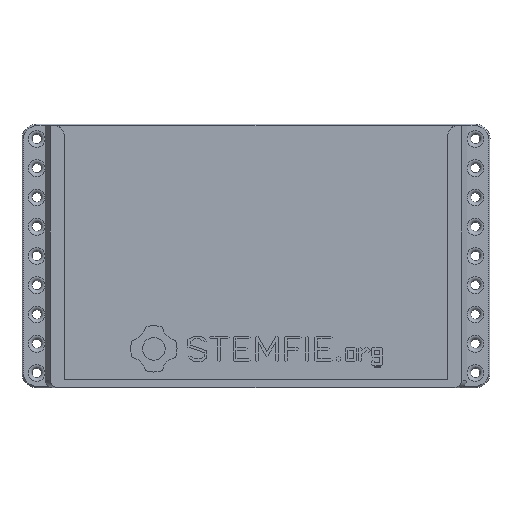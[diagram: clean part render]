
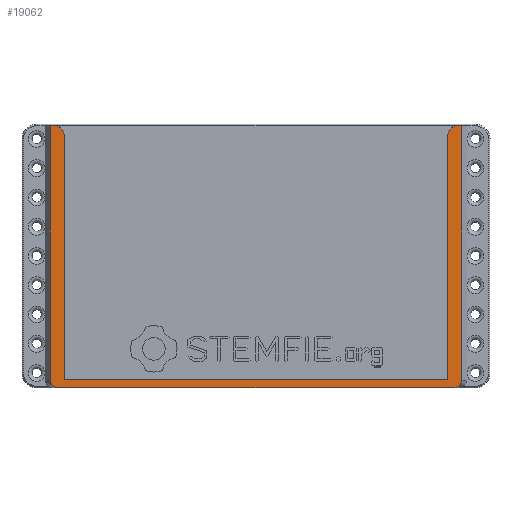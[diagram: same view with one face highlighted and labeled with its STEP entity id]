
A CAD part, front view. The second image highlights one B-rep face of the part: STEP entity #19062.
In plain terms, the highlighted planar face has unit normal (0, -1, 0).
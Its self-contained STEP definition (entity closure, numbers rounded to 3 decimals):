
#21 = EDGE_CURVE('',#22,#24,#26,.T.);
#22 = VERTEX_POINT('',#23);
#23 = CARTESIAN_POINT('',(-44.,-1.563,55.95));
#24 = VERTEX_POINT('',#25);
#25 = CARTESIAN_POINT('',(-43.,-1.563,55.95));
#26 = LINE('',#27,#28);
#27 = CARTESIAN_POINT('',(-44.,-1.563,55.95));
#28 = VECTOR('',#29,1.);
#29 = DIRECTION('',(1.,0.,0.));
#77 = EDGE_CURVE('',#24,#78,#80,.T.);
#78 = VERTEX_POINT('',#79);
#79 = CARTESIAN_POINT('',(-41.,-1.563,53.95));
#80 = CIRCLE('',#81,2.);
#81 = AXIS2_PLACEMENT_3D('',#82,#83,#84);
#82 = CARTESIAN_POINT('',(-43.,-1.563,53.95));
#83 = DIRECTION('',(0.,1.,0.));
#84 = DIRECTION('',(0.,0.,1.));
#110 = EDGE_CURVE('',#22,#111,#113,.T.);
#111 = VERTEX_POINT('',#112);
#112 = CARTESIAN_POINT('',(-44.,-1.563,1.563));
#113 = LINE('',#114,#115);
#114 = CARTESIAN_POINT('',(-44.,-1.563,0.625));
#115 = VECTOR('',#116,1.);
#116 = DIRECTION('',(0.,0.,-1.));
#303 = VERTEX_POINT('',#304);
#304 = CARTESIAN_POINT('',(44.,-1.563,55.95));
#310 = EDGE_CURVE('',#303,#311,#313,.T.);
#311 = VERTEX_POINT('',#312);
#312 = CARTESIAN_POINT('',(43.,-1.563,55.95));
#313 = LINE('',#314,#315);
#314 = CARTESIAN_POINT('',(44.,-1.563,55.95));
#315 = VECTOR('',#316,1.);
#316 = DIRECTION('',(-1.,-0.,0.));
#332 = EDGE_CURVE('',#311,#333,#335,.T.);
#333 = VERTEX_POINT('',#334);
#334 = CARTESIAN_POINT('',(41.,-1.563,53.95));
#335 = CIRCLE('',#336,2.);
#336 = AXIS2_PLACEMENT_3D('',#337,#338,#339);
#337 = CARTESIAN_POINT('',(43.,-1.563,53.95));
#338 = DIRECTION('',(0.,-1.,0.));
#339 = DIRECTION('',(0.,0.,1.));
#366 = VERTEX_POINT('',#367);
#367 = CARTESIAN_POINT('',(41.,-1.563,1.825));
#375 = EDGE_CURVE('',#366,#333,#376,.T.);
#376 = LINE('',#377,#378);
#377 = CARTESIAN_POINT('',(41.,-1.563,55.625));
#378 = VECTOR('',#379,1.);
#379 = DIRECTION('',(0.,0.,1.));
#396 = EDGE_CURVE('',#397,#78,#399,.T.);
#397 = VERTEX_POINT('',#398);
#398 = CARTESIAN_POINT('',(-41.,-1.563,1.825));
#399 = LINE('',#400,#401);
#400 = CARTESIAN_POINT('',(-41.,-1.563,0.625));
#401 = VECTOR('',#402,1.);
#402 = DIRECTION('',(0.,0.,1.));
#430 = EDGE_CURVE('',#111,#431,#433,.T.);
#431 = VERTEX_POINT('',#432);
#432 = CARTESIAN_POINT('',(-42.145,-1.563,0.)
  );
#433 = ELLIPSE('',#434,1.855,1.563);
#434 = AXIS2_PLACEMENT_3D('',#435,#436,#437);
#435 = CARTESIAN_POINT('',(-42.145,-1.563,1.563));
#436 = DIRECTION('',(0.,-1.,0.));
#437 = DIRECTION('',(-1.,0.,0.));
#481 = VERTEX_POINT('',#482);
#482 = CARTESIAN_POINT('',(42.145,-1.563,0.)
  );
#488 = EDGE_CURVE('',#481,#431,#489,.T.);
#489 = LINE('',#490,#491);
#490 = CARTESIAN_POINT('',(42.,-1.563,0.));
#491 = VECTOR('',#492,1.);
#492 = DIRECTION('',(-1.,0.,0.));
#544 = EDGE_CURVE('',#481,#545,#547,.T.);
#545 = VERTEX_POINT('',#546);
#546 = CARTESIAN_POINT('',(44.,-1.563,1.563));
#547 = ELLIPSE('',#548,1.855,1.563);
#548 = AXIS2_PLACEMENT_3D('',#549,#550,#551);
#549 = CARTESIAN_POINT('',(42.145,-1.563,1.563));
#550 = DIRECTION('',(0.,-1.,0.));
#551 = DIRECTION('',(1.,0.,0.));
#567 = EDGE_CURVE('',#545,#303,#568,.T.);
#568 = LINE('',#569,#570);
#569 = CARTESIAN_POINT('',(44.,-1.563,0.625));
#570 = VECTOR('',#571,1.);
#571 = DIRECTION('',(0.,0.,1.));
#19062 = ADVANCED_FACE('',(#19063),#19082,.T.);
#19063 = FACE_BOUND('',#19064,.T.);
#19064 = EDGE_LOOP('',(#19065,#19066,#19067,#19068,#19074,#19075,#19076,
    #19077,#19078,#19079,#19080,#19081));
#19065 = ORIENTED_EDGE('',*,*,#310,.T.);
#19066 = ORIENTED_EDGE('',*,*,#332,.T.);
#19067 = ORIENTED_EDGE('',*,*,#375,.F.);
#19068 = ORIENTED_EDGE('',*,*,#19069,.F.);
#19069 = EDGE_CURVE('',#397,#366,#19070,.T.);
#19070 = LINE('',#19071,#19072);
#19071 = CARTESIAN_POINT('',(0.,-1.563,1.825));
#19072 = VECTOR('',#19073,1.);
#19073 = DIRECTION('',(1.,0.,0.));
#19074 = ORIENTED_EDGE('',*,*,#396,.T.);
#19075 = ORIENTED_EDGE('',*,*,#77,.F.);
#19076 = ORIENTED_EDGE('',*,*,#21,.F.);
#19077 = ORIENTED_EDGE('',*,*,#110,.T.);
#19078 = ORIENTED_EDGE('',*,*,#430,.T.);
#19079 = ORIENTED_EDGE('',*,*,#488,.F.);
#19080 = ORIENTED_EDGE('',*,*,#544,.T.);
#19081 = ORIENTED_EDGE('',*,*,#567,.T.);
#19082 = PLANE('',#19083);
#19083 = AXIS2_PLACEMENT_3D('',#19084,#19085,#19086);
#19084 = CARTESIAN_POINT('',(0.,-1.563,16.909)
  );
#19085 = DIRECTION('',(0.,-1.,0.));
#19086 = DIRECTION('',(0.,0.,1.));
